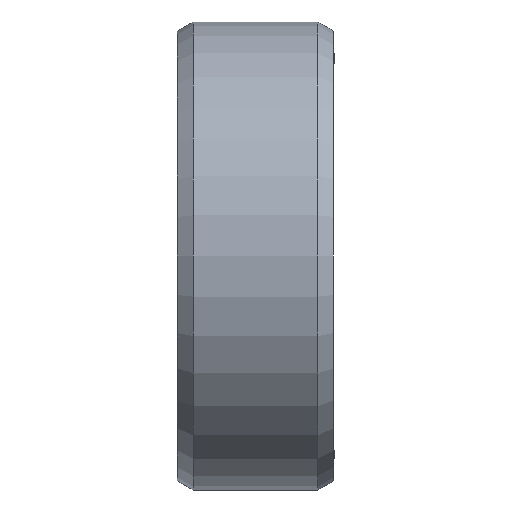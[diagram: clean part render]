
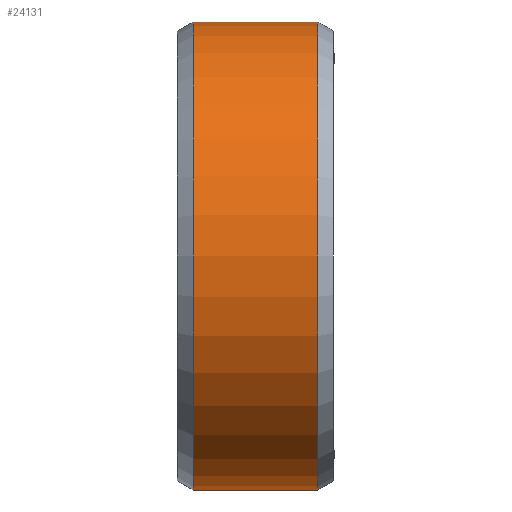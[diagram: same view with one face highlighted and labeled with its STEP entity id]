
A CAD part, left-side view. The second image highlights one B-rep face of the part: STEP entity #24131.
In plain terms, the highlighted cylindrical face has radius 15 mm (diameter 30 mm), a partial arc.
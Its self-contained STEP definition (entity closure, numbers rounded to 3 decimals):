
#23441=DIRECTION('',(0.,1.,0.));
#23442=VECTOR('',#23441,8.);
#23443=CARTESIAN_POINT('',(0.,-4.,-15.));
#23444=LINE('',#23443,#23442);
#23448=DIRECTION('',(0.,1.,0.));
#23449=VECTOR('',#23448,8.);
#23450=CARTESIAN_POINT('',(0.,-4.,15.));
#23451=LINE('',#23450,#23449);
#23455=CARTESIAN_POINT('',(0.,-4.,0.));
#23456=DIRECTION('',(0.,1.,0.));
#23457=DIRECTION('',(0.,0.,-1.));
#23458=AXIS2_PLACEMENT_3D('',#23455,#23456,#23457);
#23493=CARTESIAN_POINT('',(0.,4.,0.));
#23494=DIRECTION('',(0.,1.,0.));
#23495=DIRECTION('',(0.,0.,-1.));
#23496=AXIS2_PLACEMENT_3D('',#23493,#23494,#23495);
#23526=CARTESIAN_POINT('',(0.,-4.,-15.));
#23528=VERTEX_POINT('',#23526);
#23529=CARTESIAN_POINT('',(0.,4.,-15.));
#23530=VERTEX_POINT('',#23529);
#23558=CARTESIAN_POINT('',(0.,-4.,15.));
#23560=VERTEX_POINT('',#23558);
#23561=CARTESIAN_POINT('',(0.,4.,15.));
#23562=VERTEX_POINT('',#23561);
#24117=CARTESIAN_POINT('',(0.,15.589,0.));
#24118=DIRECTION('',(0.,-1.,0.));
#24119=DIRECTION('',(0.,0.,1.));
#24120=AXIS2_PLACEMENT_3D('',#24117,#24118,#24119);
#24121=CYLINDRICAL_SURFACE('',#24120,15.);
#24123=ORIENTED_EDGE('',*,*,#24122,.T.);
#24125=ORIENTED_EDGE('',*,*,#24124,.T.);
#24127=ORIENTED_EDGE('',*,*,#24126,.F.);
#24128=ORIENTED_EDGE('',*,*,#24103,.F.);
#24129=EDGE_LOOP('',(#24123,#24125,#24127,#24128));
#24130=FACE_OUTER_BOUND('',#24129,.F.);
#23459=CIRCLE('',#23458,15.);
#23497=CIRCLE('',#23496,15.);
#24103=EDGE_CURVE('',#23528,#23560,#23459,.T.);
#24122=EDGE_CURVE('',#23528,#23530,#23444,.T.);
#24124=EDGE_CURVE('',#23530,#23562,#23497,.T.);
#24126=EDGE_CURVE('',#23560,#23562,#23451,.T.);
#24131=ADVANCED_FACE('',(#24130),#24121,.T.);
